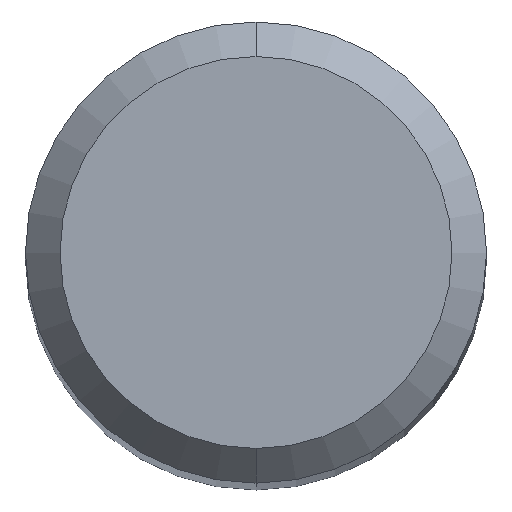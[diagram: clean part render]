
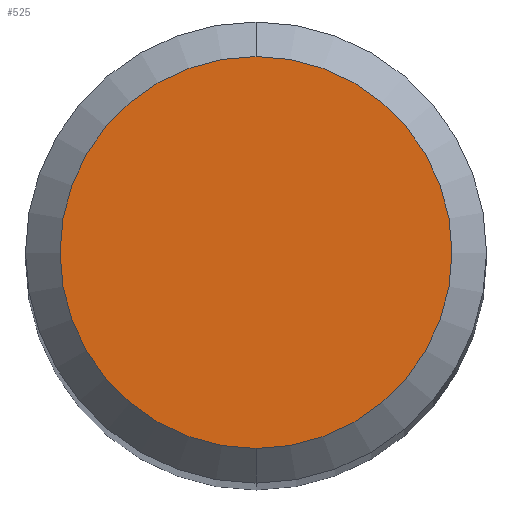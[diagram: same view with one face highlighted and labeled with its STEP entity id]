
A CAD part, top view. The second image highlights one B-rep face of the part: STEP entity #525.
In plain terms, the highlighted planar face has unit normal (0, 0, 1).
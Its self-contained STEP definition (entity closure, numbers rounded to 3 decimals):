
#447=VERTEX_POINT('',#1253);
#525=ADVANCED_FACE('',(#1339),#1340,.T.);
#881=VERTEX_POINT('',#1735);
#891=EDGE_CURVE('',#447,#881,#1745,.T.);
#1073=EDGE_CURVE('',#881,#447,#1939,.T.);
#1253=CARTESIAN_POINT('',(0.,-1.7,0.0));
#1339=FACE_OUTER_BOUND('',#2512,.T.);
#1340=PLANE('',#2513);
#1735=CARTESIAN_POINT('',(0.0,1.7,0.0));
#1745=CIRCLE('',#4316,1.7);
#1939=CIRCLE('',#4870,1.7);
#2512=EDGE_LOOP('',(#5521,#5522));
#2513=AXIS2_PLACEMENT_3D('',#5523,#5524,#5525);
#4316=AXIS2_PLACEMENT_3D('',#5947,#5948,#5949);
#4870=AXIS2_PLACEMENT_3D('',#6156,#6157,#6158);
#5521=ORIENTED_EDGE('',*,*,#1073,.F.);
#5522=ORIENTED_EDGE('',*,*,#891,.F.);
#5523=CARTESIAN_POINT('',(0.0,0.85,0.0));
#5524=DIRECTION('',(-0.0,0.0,1.0));
#5525=DIRECTION('',(0.0,-1.0,0.0));
#5947=CARTESIAN_POINT('',(0.0,0.0,0.0));
#5948=DIRECTION('',(0.0,0.0,-1.0));
#5949=DIRECTION('',(0.0,1.0,0.0));
#6156=CARTESIAN_POINT('',(0.0,0.0,0.0));
#6157=DIRECTION('',(0.0,0.0,-1.0));
#6158=DIRECTION('',(0.0,1.0,0.0));
